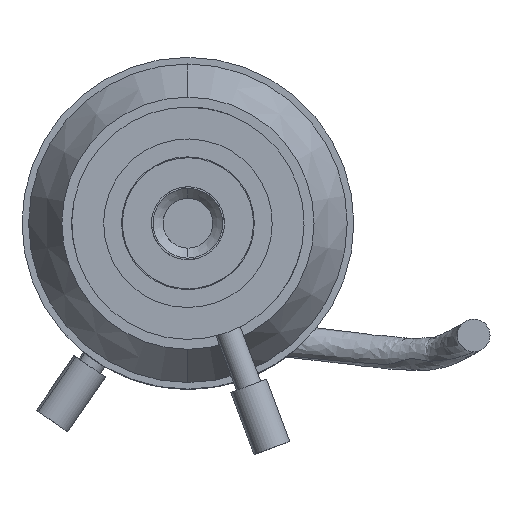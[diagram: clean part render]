
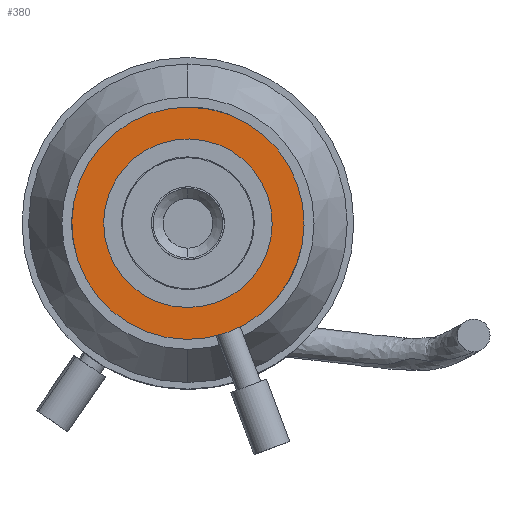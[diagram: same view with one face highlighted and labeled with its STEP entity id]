
A CAD part, left-side view. The second image highlights one B-rep face of the part: STEP entity #380.
In plain terms, the highlighted face is planar.
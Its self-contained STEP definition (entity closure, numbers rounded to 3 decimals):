
#47 = EDGE_CURVE ( 'NONE', #151, #52, #10408, .T. ) ;
#52 = VERTEX_POINT ( 'NONE', #10401 ) ;
#151 = VERTEX_POINT ( 'NONE', #10618 ) ;
#211 = EDGE_CURVE ( 'NONE', #218, #213, #10795, .T. ) ;
#213 = VERTEX_POINT ( 'NONE', #10790 ) ;
#218 = VERTEX_POINT ( 'NONE', #10785 ) ;
#365 = EDGE_CURVE ( 'NONE', #52, #151, #11033, .T. ) ;
#367 = ORIENTED_EDGE ( 'NONE', *, *, #47, .T. ) ;
#369 = ORIENTED_EDGE ( 'NONE', *, *, #365, .T. ) ;
#372 = EDGE_LOOP ( 'NONE', ( #367, #369 ) ) ;
#375 = ORIENTED_EDGE ( 'NONE', *, *, #211, .F. ) ;
#380 = ADVANCED_FACE ( 'NONE', ( #11073, #11072 ), #11071, .F. ) ;
#382 = ORIENTED_EDGE ( 'NONE', *, *, #385, .F. ) ;
#383 = EDGE_LOOP ( 'NONE', ( #382, #375 ) ) ;
#385 = EDGE_CURVE ( 'NONE', #213, #218, #11064, .T. ) ;
#10401 = CARTESIAN_POINT ( 'NONE',  ( -24.238, 5.844, 8.812 ) ) ;
#10404 = DIRECTION ( 'NONE',  ( -1., 0., 0. ) ) ;
#10405 = DIRECTION ( 'NONE',  ( 0., 0., -1. ) ) ;
#10406 = CARTESIAN_POINT ( 'NONE',  ( -33.128, 5.844, 8.812 ) ) ;
#10407 = AXIS2_PLACEMENT_3D ( 'NONE', #10406, #10405, #10404 ) ;
#10408 = CIRCLE ( 'NONE', #10407, 8.89 ) ;
#10618 = CARTESIAN_POINT ( 'NONE',  ( -42.018, 5.844, 8.812 ) ) ;
#10785 = CARTESIAN_POINT ( 'NONE',  ( -26.677, 5.844, 8.812 ) ) ;
#10790 = CARTESIAN_POINT ( 'NONE',  ( -39.58, 5.844, 8.812 ) ) ;
#10791 = DIRECTION ( 'NONE',  ( -1., 0., 0. ) ) ;
#10792 = DIRECTION ( 'NONE',  ( 0., 0., -1. ) ) ;
#10793 = CARTESIAN_POINT ( 'NONE',  ( -33.128, 5.844, 8.812 ) ) ;
#10794 = AXIS2_PLACEMENT_3D ( 'NONE', #10793, #10792, #10791 ) ;
#10795 = CIRCLE ( 'NONE', #10794, 6.452 ) ;
#11029 = DIRECTION ( 'NONE',  ( -1., 0., 0. ) ) ;
#11030 = DIRECTION ( 'NONE',  ( 0., 0., -1. ) ) ;
#11031 = CARTESIAN_POINT ( 'NONE',  ( -33.128, 5.844, 8.812 ) ) ;
#11032 = AXIS2_PLACEMENT_3D ( 'NONE', #11031, #11030, #11029 ) ;
#11033 = CIRCLE ( 'NONE', #11032, 8.89 ) ;
#11061 = DIRECTION ( 'NONE',  ( -1., 0., 0. ) ) ;
#11062 = DIRECTION ( 'NONE',  ( 0., 0., -1. ) ) ;
#11063 = AXIS2_PLACEMENT_3D ( 'NONE', #11069, #11062, #11061 ) ;
#11064 = CIRCLE ( 'NONE', #11063, 6.452 ) ;
#11066 = DIRECTION ( 'NONE',  ( 1., 0., 0. ) ) ;
#11067 = DIRECTION ( 'NONE',  ( 0., 0., 1. ) ) ;
#11068 = CARTESIAN_POINT ( 'NONE',  ( -33.128, 1.399, 8.812 ) ) ;
#11069 = CARTESIAN_POINT ( 'NONE',  ( -33.128, 5.844, 8.812 ) ) ;
#11070 = AXIS2_PLACEMENT_3D ( 'NONE', #11068, #11067, #11066 ) ;
#11071 = PLANE ( 'NONE',  #11070 ) ;
#11072 = FACE_OUTER_BOUND ( 'NONE', #372, .T. ) ;
#11073 = FACE_BOUND ( 'NONE', #383, .T. ) ;
